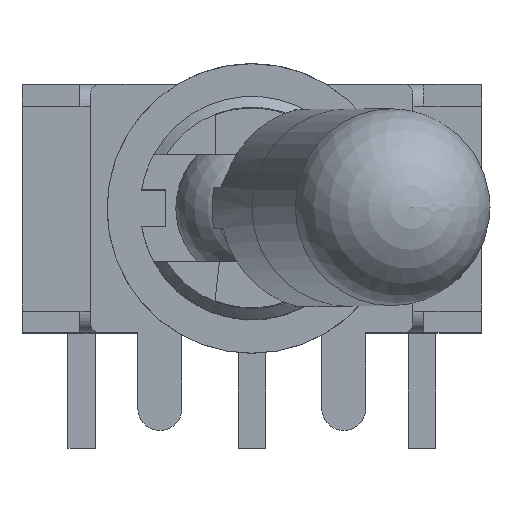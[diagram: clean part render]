
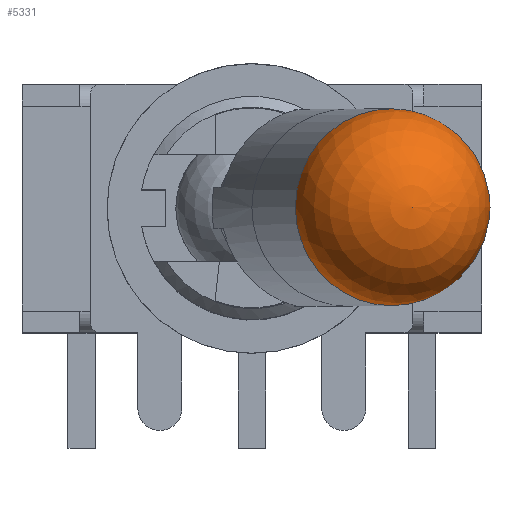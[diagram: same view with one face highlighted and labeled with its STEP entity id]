
A CAD part, top view. The second image highlights one B-rep face of the part: STEP entity #5331.
In plain terms, the highlighted spherical face has radius 2.72 mm.
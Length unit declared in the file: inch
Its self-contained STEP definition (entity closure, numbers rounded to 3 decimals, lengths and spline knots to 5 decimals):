
#104=SPHERICAL_SURFACE('',#5759,0.10709);
#378=FACE_OUTER_BOUND('',#685,.T.);
#685=EDGE_LOOP('',(#4381,#4382,#4383,#4384));
#860=CIRCLE('',#5760,0.10709);
#861=CIRCLE('',#5761,0.10709);
#862=CIRCLE('',#5762,0.10709);
#2404=VERTEX_POINT('',#8532);
#2405=VERTEX_POINT('',#8533);
#2406=VERTEX_POINT('',#8535);
#3086=EDGE_CURVE('',#2404,#2405,#860,.T.);
#3087=EDGE_CURVE('',#2406,#2405,#861,.T.);
#3088=EDGE_CURVE('',#2405,#2404,#862,.T.);
#4381=ORIENTED_EDGE('',*,*,#3086,.T.);
#4382=ORIENTED_EDGE('',*,*,#3087,.F.);
#4383=ORIENTED_EDGE('',*,*,#3087,.T.);
#4384=ORIENTED_EDGE('',*,*,#3088,.T.);
#5331=ADVANCED_FACE('',(#378),#104,.T.);
#5759=AXIS2_PLACEMENT_3D('',#8531,#6969,#6970);
#5760=AXIS2_PLACEMENT_3D('',#8534,#6971,#6972);
#5761=AXIS2_PLACEMENT_3D('',#8536,#6973,#6974);
#5762=AXIS2_PLACEMENT_3D('',#8537,#6975,#6976);
#6969=DIRECTION('center_axis',(0.21,0.,
0.978));
#6970=DIRECTION('ref_axis',(-0.978,0.,0.21));
#6971=DIRECTION('center_axis',(0.21,0.,
0.978));
#6972=DIRECTION('ref_axis',(0.978,0.,-0.21));
#6973=DIRECTION('center_axis',(0.,1.,0.));
#6974=DIRECTION('ref_axis',(0.978,0.,-0.21));
#6975=DIRECTION('center_axis',(0.21,0.,
0.978));
#6976=DIRECTION('ref_axis',(0.978,0.,-0.21));
#8531=CARTESIAN_POINT('Origin',(0.15203,0.,
1.19962));
#8532=CARTESIAN_POINT('',(0.04732,0.,1.22206));
#8533=CARTESIAN_POINT('',(0.25673,0.,1.17717));
#8534=CARTESIAN_POINT('Origin',(0.15203,0.,
1.19962));
#8535=CARTESIAN_POINT('',(0.17447,0.,1.30432));
#8536=CARTESIAN_POINT('Origin',(0.15203,0.,
1.19962));
#8537=CARTESIAN_POINT('Origin',(0.15203,0.,
1.19962));
